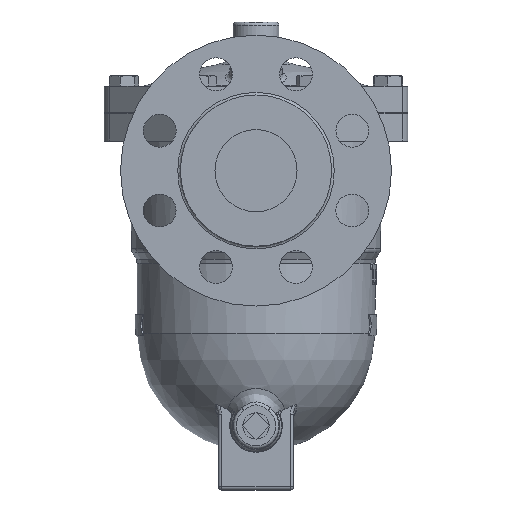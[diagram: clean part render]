
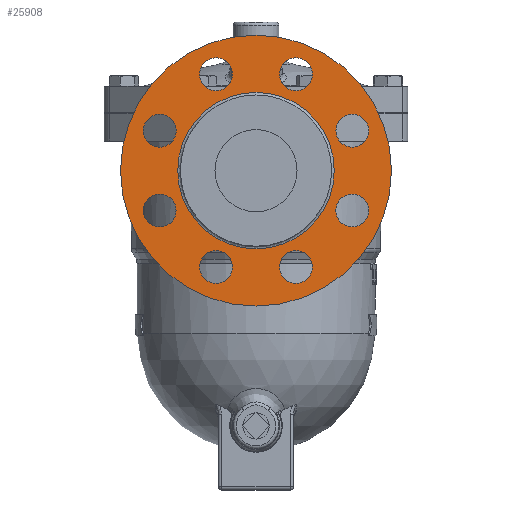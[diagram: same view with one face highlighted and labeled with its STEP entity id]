
A CAD part, left-side view. The second image highlights one B-rep face of the part: STEP entity #25908.
In plain terms, the highlighted planar face has unit normal (-1, 0, 0).
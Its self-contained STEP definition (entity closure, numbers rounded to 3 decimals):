
#25339=CARTESIAN_POINT('',(-141.4,51.595,-17.771));
#25340=VERTEX_POINT('',#25339);
#25341=CARTESIAN_POINT('',(-141.4,58.666,-10.7));
#25342=DIRECTION('',(1.0,0.,0.));
#25343=DIRECTION('',(0.,0.707,0.707));
#25344=AXIS2_PLACEMENT_3D('',#25341,#25342,#25343);
#25345=CIRCLE('',#25344,10.0);
#25346=EDGE_CURVE('',#25340,#25340,#25345,.T.);
#25388=CARTESIAN_POINT('',(-141.4,48.666,-59.3));
#25389=VERTEX_POINT('',#25388);
#25390=CARTESIAN_POINT('',(-141.4,58.666,-59.3));
#25391=DIRECTION('',(1.0,0.0,0.0));
#25392=DIRECTION('',(0.0,1.0,0.0));
#25393=AXIS2_PLACEMENT_3D('',#25390,#25391,#25392);
#25394=CIRCLE('',#25393,10.0);
#25395=EDGE_CURVE('',#25389,#25389,#25394,.T.);
#25437=CARTESIAN_POINT('',(-141.4,17.229,-86.595));
#25438=VERTEX_POINT('',#25437);
#25439=CARTESIAN_POINT('',(-141.4,24.3,-93.666));
#25440=DIRECTION('',(1.0,0.,0.));
#25441=DIRECTION('',(0.,0.707,-0.707));
#25442=AXIS2_PLACEMENT_3D('',#25439,#25440,#25441);
#25443=CIRCLE('',#25442,10.0);
#25444=EDGE_CURVE('',#25438,#25438,#25443,.T.);
#25486=CARTESIAN_POINT('',(-141.4,-24.3,-83.666));
#25487=VERTEX_POINT('',#25486);
#25488=CARTESIAN_POINT('',(-141.4,-24.3,-93.666));
#25489=DIRECTION('',(1.0,0.0,0.0));
#25490=DIRECTION('',(0.0,0.0,-1.0));
#25491=AXIS2_PLACEMENT_3D('',#25488,#25489,#25490);
#25492=CIRCLE('',#25491,10.0);
#25493=EDGE_CURVE('',#25487,#25487,#25492,.T.);
#25535=CARTESIAN_POINT('',(-141.4,-51.595,-52.229));
#25536=VERTEX_POINT('',#25535);
#25537=CARTESIAN_POINT('',(-141.4,-58.666,-59.3));
#25538=DIRECTION('',(1.0,0.,0.));
#25539=DIRECTION('',(0.,-0.707,-0.707));
#25540=AXIS2_PLACEMENT_3D('',#25537,#25538,#25539);
#25541=CIRCLE('',#25540,10.0);
#25542=EDGE_CURVE('',#25536,#25536,#25541,.T.);
#25584=CARTESIAN_POINT('',(-141.4,-48.666,-10.7));
#25585=VERTEX_POINT('',#25584);
#25586=CARTESIAN_POINT('',(-141.4,-58.666,-10.7));
#25587=DIRECTION('',(1.0,0.0,0.0));
#25588=DIRECTION('',(0.0,-1.0,0.0));
#25589=AXIS2_PLACEMENT_3D('',#25586,#25587,#25588);
#25590=CIRCLE('',#25589,10.0);
#25591=EDGE_CURVE('',#25585,#25585,#25590,.T.);
#25633=CARTESIAN_POINT('',(-141.4,-17.229,16.595));
#25634=VERTEX_POINT('',#25633);
#25635=CARTESIAN_POINT('',(-141.4,-24.3,23.666));
#25636=DIRECTION('',(1.0,0.,0.));
#25637=DIRECTION('',(0.,-0.707,0.707));
#25638=AXIS2_PLACEMENT_3D('',#25635,#25636,#25637);
#25639=CIRCLE('',#25638,10.0);
#25640=EDGE_CURVE('',#25634,#25634,#25639,.T.);
#25693=CARTESIAN_POINT('',(-141.4,24.3,13.666));
#25694=VERTEX_POINT('',#25693);
#25695=CARTESIAN_POINT('',(-141.4,24.3,23.666));
#25696=DIRECTION('',(1.0,0.0,0.0));
#25697=DIRECTION('',(0.0,0.0,1.0));
#25698=AXIS2_PLACEMENT_3D('',#25695,#25696,#25697);
#25699=CIRCLE('',#25698,10.0);
#25700=EDGE_CURVE('',#25694,#25694,#25699,.T.);
#25782=CARTESIAN_POINT('',(-141.4,0.,47.5));
#25783=VERTEX_POINT('',#25782);
#25784=CARTESIAN_POINT('',(-141.4,0.0,-35.));
#25785=DIRECTION('',(1.0,0.0,0.0));
#25786=DIRECTION('',(0.0,0.0,-1.0));
#25787=AXIS2_PLACEMENT_3D('',#25784,#25785,#25786);
#25788=CIRCLE('',#25787,82.5);
#25789=EDGE_CURVE('',#25783,#25783,#25788,.T.);
#25850=CARTESIAN_POINT('',(-141.4,0.,12.65));
#25851=VERTEX_POINT('',#25850);
#25852=CARTESIAN_POINT('',(-141.4,0.0,-35.));
#25853=DIRECTION('',(-1.0,0.0,0.0));
#25854=DIRECTION('',(0.0,0.0,-1.0));
#25855=AXIS2_PLACEMENT_3D('',#25852,#25853,#25854);
#25856=CIRCLE('',#25855,47.65);
#25857=EDGE_CURVE('',#25851,#25851,#25856,.T.);
#25873=CARTESIAN_POINT('',(-141.4,0.0,-35.));
#25874=DIRECTION('',(1.0,0.0,0.0));
#25875=DIRECTION('',(0.0,0.0,-1.0));
#25876=AXIS2_PLACEMENT_3D('',#25873,#25874,#25875);
#25877=PLANE('',#25876);
#25878=ORIENTED_EDGE('',*,*,#25789,.F.);
#25879=EDGE_LOOP('',(#25878));
#25880=FACE_OUTER_BOUND('',#25879,.T.);
#25881=ORIENTED_EDGE('',*,*,#25346,.T.);
#25882=EDGE_LOOP('',(#25881));
#25883=FACE_BOUND('',#25882,.T.);
#25884=ORIENTED_EDGE('',*,*,#25395,.T.);
#25885=EDGE_LOOP('',(#25884));
#25886=FACE_BOUND('',#25885,.T.);
#25887=ORIENTED_EDGE('',*,*,#25444,.T.);
#25888=EDGE_LOOP('',(#25887));
#25889=FACE_BOUND('',#25888,.T.);
#25890=ORIENTED_EDGE('',*,*,#25493,.T.);
#25891=EDGE_LOOP('',(#25890));
#25892=FACE_BOUND('',#25891,.T.);
#25893=ORIENTED_EDGE('',*,*,#25542,.T.);
#25894=EDGE_LOOP('',(#25893));
#25895=FACE_BOUND('',#25894,.T.);
#25896=ORIENTED_EDGE('',*,*,#25591,.T.);
#25897=EDGE_LOOP('',(#25896));
#25898=FACE_BOUND('',#25897,.T.);
#25899=ORIENTED_EDGE('',*,*,#25640,.T.);
#25900=EDGE_LOOP('',(#25899));
#25901=FACE_BOUND('',#25900,.T.);
#25902=ORIENTED_EDGE('',*,*,#25700,.T.);
#25903=EDGE_LOOP('',(#25902));
#25904=FACE_BOUND('',#25903,.T.);
#25905=ORIENTED_EDGE('',*,*,#25857,.F.);
#25906=EDGE_LOOP('',(#25905));
#25907=FACE_BOUND('',#25906,.T.);
#25908=ADVANCED_FACE('',(#25880,#25883,#25886,#25889,#25892,#25895,#25898,#25901,#25904,#25907),#25877,.F.);
